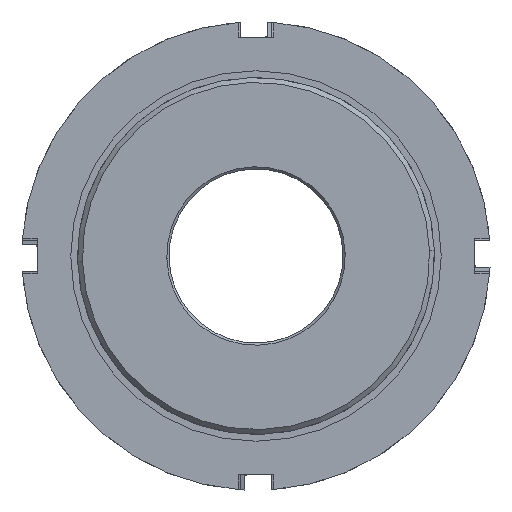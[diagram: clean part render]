
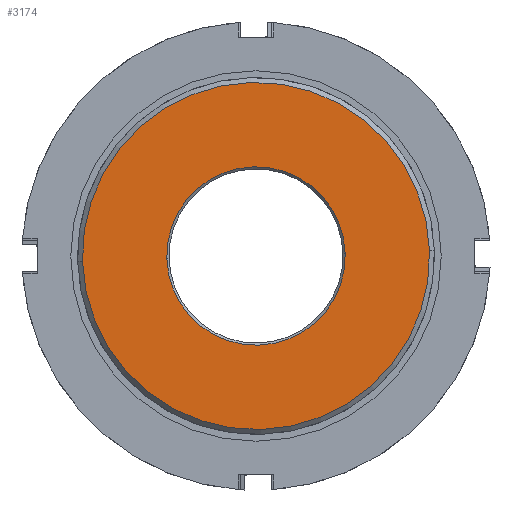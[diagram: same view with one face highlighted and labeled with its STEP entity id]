
A CAD part, front view. The second image highlights one B-rep face of the part: STEP entity #3174.
In plain terms, the highlighted planar face has unit normal (0, -1, 0).
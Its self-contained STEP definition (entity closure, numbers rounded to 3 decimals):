
#299 = PLANE ( 'NONE',  #2770 ) ;
#445 = VERTEX_POINT ( 'NONE', #1895 ) ;
#503 = DIRECTION ( 'NONE',  ( -1., 0., 0. ) ) ;
#561 = CARTESIAN_POINT ( 'NONE',  ( 19.5, -50.566, 0. ) ) ;
#658 = VERTEX_POINT ( 'NONE', #891 ) ;
#769 = DIRECTION ( 'NONE',  ( 0., 1., 0. ) ) ;
#826 = CIRCLE ( 'NONE', #3209, 20. ) ;
#846 = DIRECTION ( 'NONE',  ( 0., 1., 0. ) ) ;
#871 = FACE_BOUND ( 'NONE', #1097, .T. ) ;
#891 = CARTESIAN_POINT ( 'NONE',  ( 38.9, -50.566, 0. ) ) ;
#915 = CIRCLE ( 'NONE', #2245, 20. ) ;
#921 = CARTESIAN_POINT ( 'NONE',  ( 0., -50.566, 0. ) ) ;
#1097 = EDGE_LOOP ( 'NONE', ( #1513, #2994 ) ) ;
#1379 = EDGE_CURVE ( 'NONE', #3520, #445, #826, .T. ) ;
#1513 = ORIENTED_EDGE ( 'NONE', *, *, #3131, .T. ) ;
#1568 = AXIS2_PLACEMENT_3D ( 'NONE', #3622, #769, #2517 ) ;
#1628 = CIRCLE ( 'NONE', #1568, 38.9 ) ;
#1649 = CARTESIAN_POINT ( 'NONE',  ( -20., -50.566, 0. ) ) ;
#1718 = VERTEX_POINT ( 'NONE', #1835 ) ;
#1727 = DIRECTION ( 'NONE',  ( -1., 0., 0. ) ) ;
#1814 = DIRECTION ( 'NONE',  ( -1., 0., 0. ) ) ;
#1835 = CARTESIAN_POINT ( 'NONE',  ( -38.9, -50.566, 0. ) ) ;
#1895 = CARTESIAN_POINT ( 'NONE',  ( 20., -50.566, 0. ) ) ;
#1996 = CARTESIAN_POINT ( 'NONE',  ( 0., -50.566, 0. ) ) ;
#2245 = AXIS2_PLACEMENT_3D ( 'NONE', #1996, #846, #2247 ) ;
#2247 = DIRECTION ( 'NONE',  ( -1., 0., 0. ) ) ;
#2250 = EDGE_CURVE ( 'NONE', #658, #1718, #2387, .T. ) ;
#2288 = DIRECTION ( 'NONE',  ( 0., 1., 0. ) ) ;
#2387 = CIRCLE ( 'NONE', #3329, 38.9 ) ;
#2517 = DIRECTION ( 'NONE',  ( -1., 0., 0. ) ) ;
#2541 = EDGE_CURVE ( 'NONE', #1718, #658, #1628, .T. ) ;
#2770 = AXIS2_PLACEMENT_3D ( 'NONE', #561, #2288, #1727 ) ;
#2994 = ORIENTED_EDGE ( 'NONE', *, *, #1379, .T. ) ;
#3075 = CARTESIAN_POINT ( 'NONE',  ( 0., -50.566, 0. ) ) ;
#3120 = EDGE_LOOP ( 'NONE', ( #3480, #3475 ) ) ;
#3131 = EDGE_CURVE ( 'NONE', #445, #3520, #915, .T. ) ;
#3174 = ADVANCED_FACE ( 'NONE', ( #871, #3293 ), #299, .F. ) ;
#3209 = AXIS2_PLACEMENT_3D ( 'NONE', #921, #3249, #1814 ) ;
#3249 = DIRECTION ( 'NONE',  ( 0., 1., 0. ) ) ;
#3293 = FACE_OUTER_BOUND ( 'NONE', #3120, .T. ) ;
#3329 = AXIS2_PLACEMENT_3D ( 'NONE', #3075, #3584, #503 ) ;
#3475 = ORIENTED_EDGE ( 'NONE', *, *, #2250, .F. ) ;
#3480 = ORIENTED_EDGE ( 'NONE', *, *, #2541, .F. ) ;
#3520 = VERTEX_POINT ( 'NONE', #1649 ) ;
#3584 = DIRECTION ( 'NONE',  ( 0., 1., 0. ) ) ;
#3622 = CARTESIAN_POINT ( 'NONE',  ( 0., -50.566, 0. ) ) ;
